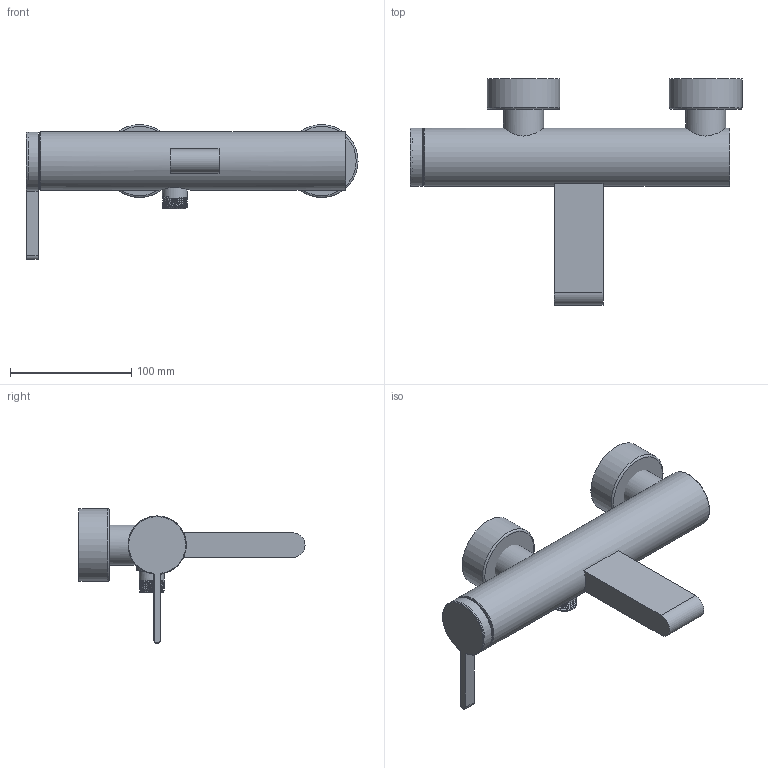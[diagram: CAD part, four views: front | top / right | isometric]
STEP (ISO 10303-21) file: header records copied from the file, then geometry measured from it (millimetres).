
FILE_DESCRIPTION(/* description */ (''),/* implementation_level */ '2;1');
FILE_NAME(/* name */ '3D_TVT106501151_Dawn.step',/* time_stamp */ '2022-12-06T15:55:05+01:00',/* author */ (''),/* organization */ (''),/* preprocessor_version */ 'ST-DEVELOPER v19.2',/* originating_system */ 'Autodesk Translation Framework v11.17.0.187',/* authorisation */ '');
FILE_SCHEMA (('AUTOMOTIVE_DESIGN { 1 0 10303 214 3 1 1 }'));
Length unit declared in the file: millimetre
Products named in the file (47): (Nicht gespeichert); 01000365_AF0_ASM; 01000364_AF0; 12000594_AF1; 12000733_AF0; 12000733_AF1; 12000732_AF1; 12000732_AF0; 16002353_ASM; 07000088_ASM; 07000088_A; 07000067A; 07000067B; 12000737_AF1; 04000063_AF1; 16002321_AF1_ASM; 03000242_AF1; 06022007; 10019507; 06003701_AF1; 12000736_AF1; 04000047_AF1; 12025801; 04007804; 12000469_AF0; 04000036_AF0; 04000208_AF0; 04000208_AF1; 06000047_AF0; 06000047_AF1; 12000734; 12000735_AF2; 12000735_AF3; 04000041_AF3; 04000041_AF2; 12000593_AF4; 04000151_AF3; 02000399_AF3; 06000907; 16002320_AF3_ASM ...
Assembly tree (52 placements, depth 4):
  (Nicht gespeichert)
    01000365_AF0_ASM
      01000364_AF0
      12000594_AF1
      12000733_AF0
      12000733_AF1
      12000732_AF1
      12000732_AF0
    16002353_ASM
      07000088_ASM
        07000088_A
        07000067A
        07000067B
    12025801  x2
    12000737_AF1
    04000063_AF1
    16002321_AF1_ASM
      03000242_AF1
      06022007
      10019507
    06003701_AF1
    12000736_AF1
    04000047_AF1
    04007804  x2
    12000469_AF0
    04000036_AF0
    04000208_AF0
    04000208_AF1
    06000047_AF0
    06000047_AF1
    12000734  x2
    12000735_AF2
    12000735_AF3
    04000041_AF3
    04000041_AF2
    12000593_AF4
    04000151_AF3
    02000399_AF3
    06000907  x2
    16002320_AF3_ASM
      11000095_AF0
    16002319_ASM
      10000338
    14000086_ASM
      10000220
      04004810
    14000086_ASM_1
      10000220
      04004810
Bounding box: 273.5 x 186.25 x 111 mm (x, y, z)
Volume: 195408.5 mm3; surface area: 100831.2 mm2
Topology: 7 solids, 11 shells, 175 faces, 375 edges, 230 vertices
Faces by surface type: cylinder 58, plane 42, torus 30, bspline 29, sphere 10, cone 6
Full cylindrical faces by diameter (mm): 12.164 x1, 15 x2, 17 x1, 20.9 x4, 24.5 x1, 25 x1, 28 x1, 33 x2, 34 x1, 36.2 x1, 38.8 x2, 39 x1, 42 x1, 44 x2, 47 x1, 48 x1, 60 x2
Entity records: 13138 total; most frequent: CARTESIAN_POINT 8131, DIRECTION 972, ORIENTED_EDGE 735, AXIS2_PLACEMENT_3D 435, EDGE_CURVE 375, VERTEX_POINT 230, EDGE_LOOP 193, CIRCLE 189
